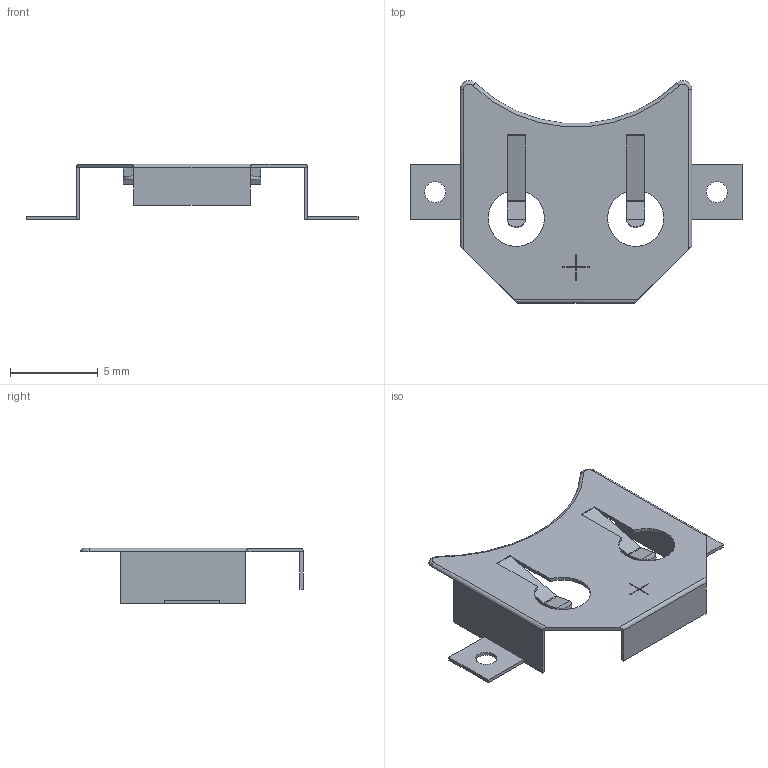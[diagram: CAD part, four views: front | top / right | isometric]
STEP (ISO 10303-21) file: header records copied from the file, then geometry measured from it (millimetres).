
FILE_DESCRIPTION((''),'2;1');
FILE_NAME('BATH_KEYSTONE_3000.stp','2012-04-17T09:23:04',(''),(''),'Mechanical Desktop 2011','Mechanical Desktop 2011',', , ');
FILE_SCHEMA(('AUTOMOTIVE_DESIGN { 1 2 10303 214 1 1 1 1 }'));
Length unit declared in the file: millimetre
Products named in the file (1): Product
Bounding box: 18.92 x 12.7 x 3.17 mm (x, y, z)
Volume: 39 mm3; surface area: 432.1 mm2
Topology: 10 solids, 10 shells, 95 faces, 222 edges, 144 vertices
Faces by surface type: bspline 39, plane 36, cylinder 17, torus 3
Entity records: 2760 total; most frequent: CARTESIAN_POINT 615, ORIENTED_EDGE 444, DIRECTION 370, EDGE_CURVE 222, VECTOR 180, LINE 180, VERTEX_POINT 144, EDGE_LOOP 104
